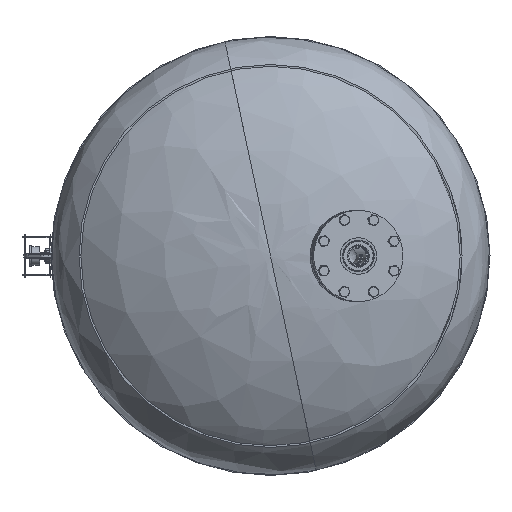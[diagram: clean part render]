
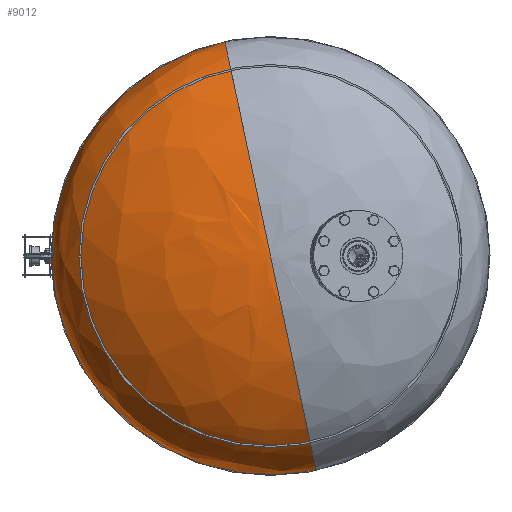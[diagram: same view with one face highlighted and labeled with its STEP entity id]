
A CAD part, front view. The second image highlights one B-rep face of the part: STEP entity #9012.
In plain terms, the highlighted free-form (B-spline) face has degree [3, 3] with [4, 4] control points.
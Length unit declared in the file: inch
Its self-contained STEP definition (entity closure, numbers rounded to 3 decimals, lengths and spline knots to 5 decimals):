
#1638 = EDGE_CURVE ( 'NONE', #11834, #40329, #14976, .T. ) ;
#1707 = CARTESIAN_POINT ( 'NONE',  ( 0., 13.25, 0. ) ) ;
#3027 = ORIENTED_EDGE ( 'NONE', *, *, #1638, .F. ) ;
#3040 = VERTEX_POINT ( 'NONE', #43133 ) ;
#3051 = CIRCLE ( 'NONE', #6927, 24. ) ;
#3336 = CARTESIAN_POINT ( 'NONE',  ( 24., 1.125, 48. ) ) ;
#4278 = CARTESIAN_POINT ( 'NONE',  ( 24., 8.22766, 0. ) ) ;
#5844 = CARTESIAN_POINT ( 'NONE',  ( 0., 1.125, 0. ) ) ;
#6927 = AXIS2_PLACEMENT_3D ( 'NONE', #5844, #31673, #31430 ) ;
#6981 = CARTESIAN_POINT ( 'NONE',  ( -14.05887, 13.25, 0. ) ) ;
#9012 = ADVANCED_FACE ( 'NONE', ( #47073 ), #26932, .F. ) ;
#9853 = CARTESIAN_POINT ( 'NONE',  ( 0., 13.25, 0. ) ) ;
#11834 = VERTEX_POINT ( 'NONE', #20656 ) ;
#14662 = CARTESIAN_POINT ( 'NONE',  ( 14.05887, 13.25, 0. ) ) ;
#14976 =( BOUNDED_CURVE ( )  B_SPLINE_CURVE ( 3, ( #41201, #14662, #4278, #40720 ),
 .UNSPECIFIED., .F., .F. ) 
 B_SPLINE_CURVE_WITH_KNOTS ( ( 4, 4 ),
 ( 1.5708, 3.14159 ),
 .UNSPECIFIED. ) 
 CURVE ( )  GEOMETRIC_REPRESENTATION_ITEM ( )  RATIONAL_B_SPLINE_CURVE ( ( 1., 0.805, 0.805, 1. ) ) 
 REPRESENTATION_ITEM ( '' )  );
#17582 = CARTESIAN_POINT ( 'NONE',  ( -24., 8.22766, 48. ) ) ;
#17668 = ORIENTED_EDGE ( 'NONE', *, *, #39791, .T. ) ;
#20656 = CARTESIAN_POINT ( 'NONE',  ( 0., 13.25, 0. ) ) ;
#20728 = CARTESIAN_POINT ( 'NONE',  ( -24., 1.125, 48. ) ) ;
#20974 = CARTESIAN_POINT ( 'NONE',  ( -24., 1.125, 0. ) ) ;
#21676 = CARTESIAN_POINT ( 'NONE',  ( 24., 8.22766, 48. ) ) ;
#24336 = CARTESIAN_POINT ( 'NONE',  ( 14.05887, 13.25, 0. ) ) ;
#24570 = CARTESIAN_POINT ( 'NONE',  ( 24., 8.22766, 0. ) ) ;
#24802 = CARTESIAN_POINT ( 'NONE',  ( 0., 13.25, 0. ) ) ;
#26932 =( BOUNDED_SURFACE ( )  B_SPLINE_SURFACE ( 3, 3, ( 
 ( #9853, #24802, #31854, #43662 ),
 ( #24336, #40040, #39558, #6981 ),
 ( #24570, #21676, #17582, #36405 ),
 ( #32096, #3336, #20728, #20974 ) ),
 .UNSPECIFIED., .F., .F., .F. ) 
 B_SPLINE_SURFACE_WITH_KNOTS ( ( 4, 4 ),
 ( 4, 4 ),
 ( 0., 1. ),
 ( 0., 1. ),
 .UNSPECIFIED. ) 
 GEOMETRIC_REPRESENTATION_ITEM ( )  RATIONAL_B_SPLINE_SURFACE ( (
 ( 1., 0.333, 0.333, 1.),
 ( 0.805, 0.268, 0.268, 0.805),
 ( 0.805, 0.268, 0.268, 0.805),
 ( 1., 0.333, 0.333, 1.) ) ) 
 REPRESENTATION_ITEM ( '' )  SURFACE ( )  );
#27307 = CARTESIAN_POINT ( 'NONE',  ( -24., 8.22766, 0. ) ) ;
#28671 = EDGE_LOOP ( 'NONE', ( #3027, #17668, #35841 ) ) ;
#30469 = CARTESIAN_POINT ( 'NONE',  ( -24., 1.125, 0. ) ) ;
#31430 = DIRECTION ( 'NONE',  ( 1., 0., 0. ) ) ;
#31673 = DIRECTION ( 'NONE',  ( 0., -1., 0. ) ) ;
#31854 = CARTESIAN_POINT ( 'NONE',  ( 0., 13.25, 0. ) ) ;
#32096 = CARTESIAN_POINT ( 'NONE',  ( 24., 1.125, 0. ) ) ;
#34203 = CARTESIAN_POINT ( 'NONE',  ( 24., 1.125, 0. ) ) ;
#35841 = ORIENTED_EDGE ( 'NONE', *, *, #41218, .F. ) ;
#36405 = CARTESIAN_POINT ( 'NONE',  ( -24., 8.22766, 0. ) ) ;
#39558 = CARTESIAN_POINT ( 'NONE',  ( -14.05887, 13.25, 28.11775 ) ) ;
#39791 = EDGE_CURVE ( 'NONE', #11834, #3040, #45448, .T. ) ;
#40040 = CARTESIAN_POINT ( 'NONE',  ( 14.05887, 13.25, 28.11775 ) ) ;
#40329 = VERTEX_POINT ( 'NONE', #34203 ) ;
#40720 = CARTESIAN_POINT ( 'NONE',  ( 24., 1.125, 0. ) ) ;
#41201 = CARTESIAN_POINT ( 'NONE',  ( 0., 13.25, 0. ) ) ;
#41218 = EDGE_CURVE ( 'NONE', #40329, #3040, #3051, .T. ) ;
#42034 = CARTESIAN_POINT ( 'NONE',  ( -14.05887, 13.25, 0. ) ) ;
#43133 = CARTESIAN_POINT ( 'NONE',  ( -24., 1.125, 0. ) ) ;
#43662 = CARTESIAN_POINT ( 'NONE',  ( 0., 13.25, 0. ) ) ;
#45448 =( BOUNDED_CURVE ( )  B_SPLINE_CURVE ( 3, ( #1707, #42034, #27307, #30469 ),
 .UNSPECIFIED., .F., .F. ) 
 B_SPLINE_CURVE_WITH_KNOTS ( ( 4, 4 ),
 ( 1.5708, 3.14159 ),
 .UNSPECIFIED. ) 
 CURVE ( )  GEOMETRIC_REPRESENTATION_ITEM ( )  RATIONAL_B_SPLINE_CURVE ( ( 1., 0.805, 0.805, 1. ) ) 
 REPRESENTATION_ITEM ( '' )  );
#47073 = FACE_OUTER_BOUND ( 'NONE', #28671, .T. ) ;
